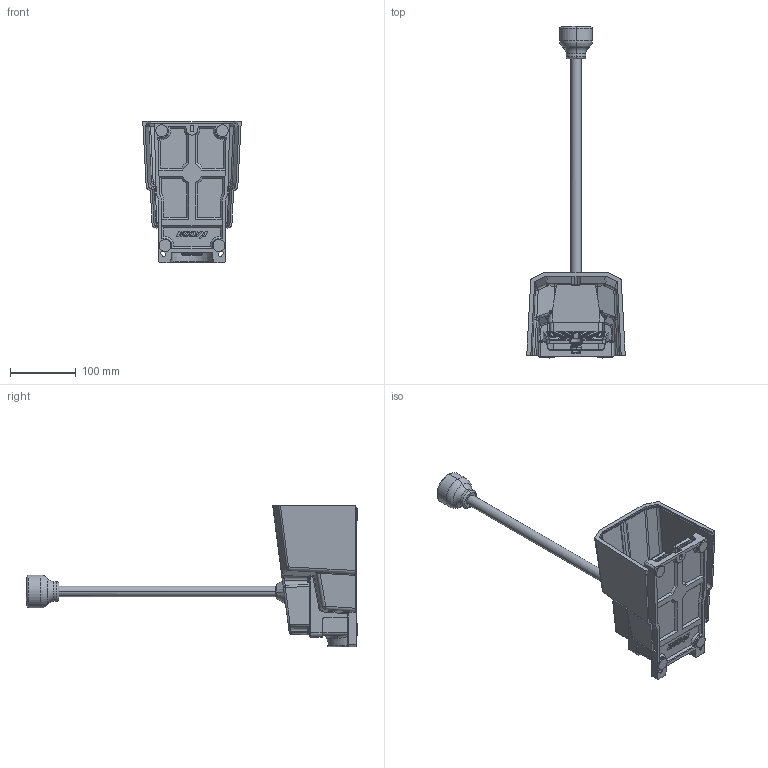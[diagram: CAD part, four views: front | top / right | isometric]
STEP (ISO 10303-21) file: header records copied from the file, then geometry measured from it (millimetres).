
FILE_DESCRIPTION (( 'STEP AP203' ), '1' );
FILE_NAME ('HRF-HD3NX-RC 褐怳羲壽.STEP', '2022-08-18T08:07:39', ( 'Microsoft' ), ( 'Microsoft' ), 'SwSTEP 2.0', 'SolidWorks 2015', '' );
FILE_SCHEMA (( 'CONFIG_CONTROL_DESIGN' ));
Length unit declared in the file: millimetre
Products named in the file (31): 3002019014 HRF-HD3N 橈埽菜え; 3011001126 M4X5肣蹟隊; 105299006 HRF-RC 枑裝; 3003005025 HRF-HD3NX-RE奻裔; 3011001034 M4X45十一字槽平头带弹垫组合螺钉; 3005002035 HRF-HD3N 換雄粣; HRF-HD3NX-RC 褐怳羲壽; 3011001135 囀鞠褒蹟佪 M4x8; 3004002019 HRF-HD3N 砎蝶躇猾菜; 3004003046 HRF-HD3N O型橡胶圈8xΦ1.9; 3005002042 HRF-RC 400枑裝; 3011001251 M4X30十一字槽平头带弹垫平垫组合螺钉; 3002023004 HRF-HD3N 換雄啣; 3005008007 HRF-RE 防水橡胶压紧螺母; 3009001076 HRF-HD3N 粟銅; 3011001123 M4X10 十一字槽盘头带弹垫组合螺钉; 3003004012 HRF-HD3N 菁釱; 3004003057 HRF-RE 提杆防水圈; 3011007001 HRF-HD3N 种隊朴2.5x16; 3002016026 HRF-HD3N 峚雄羲壽盓殤; 3002010016 HRF-HD3N 揤盄標; 3011001253 HRF-RE 内齿垫圈; 3003007001 HRF-HD3N 怳啣; 3001009023 HRF-HD3 橈埽路啣; 3011001119 M3X7十一字槽盘头带弹垫组合螺钉; 3011001199 HRF-RE 坶踡蹟譫; 3004007005 HRF-HD3N 砎蝶褐隊; 3012001006 Z15G10B 峚雄羲壽; 3011010007 M4黄铜圈; 3001018031 HRF-RC 忒梟; 3011002010 楊擘攫倰蹟譫M4
Assembly tree (45 placements, depth 3):
  HRF-HD3NX-RC 褐怳羲壽
    3003004012 HRF-HD3N 菁釱
    3002010016 HRF-HD3N 揤盄標
    3011001119 M3X7十一字槽盘头带弹垫组合螺钉  x2
    3011010007 M4黄铜圈
    3011001126 M4X5肣蹟隊
    3005002035 HRF-HD3N 換雄粣
    3004003046 HRF-HD3N O型橡胶圈8xΦ1.9  x4
    3002023004 HRF-HD3N 換雄啣
    3011001123 M4X10 十一字槽盘头带弹垫组合螺钉  x4
    3002016026 HRF-HD3N 峚雄羲壽盓殤
    3001009023 HRF-HD3 橈埽路啣
    3012001006 Z15G10B 峚雄羲壽
    3002019014 HRF-HD3N 橈埽菜え
    3011001034 M4X45十一字槽平头带弹垫组合螺钉  x2
    3004002019 HRF-HD3N 砎蝶躇猾菜
    3011001251 M4X30十一字槽平头带弹垫平垫组合螺钉  x4
    3009001076 HRF-HD3N 粟銅
    3011007001 HRF-HD3N 种隊朴2.5x16
    3003007001 HRF-HD3N 怳啣
    3004007005 HRF-HD3N 砎蝶褐隊  x4
    3011002010 楊擘攫倰蹟譫M4  x2
    3003005025 HRF-HD3NX-RE奻裔
    3011001135 囀鞠褒蹟佪 M4x8
    105299006 HRF-RC 枑裝
      3005002042 HRF-RC 400枑裝
      3005008007 HRF-RE 防水橡胶压紧螺母
      3004003057 HRF-RE 提杆防水圈
      3011001253 HRF-RE 内齿垫圈
      3011001199 HRF-RE 坶踡蹟譫
      3001018031 HRF-RC 忒梟
Bounding box: 150 x 505.45 x 215 mm (x, y, z)
Volume: 684401.7 mm3; surface area: 378312.3 mm2
Topology: 65 solids, 75 shells, 4043 faces, 9943 edges, 6004 vertices
Faces by surface type: plane 1349, cylinder 1249, bspline 677, torus 495, cone 153, sphere 120
Entity records: 147839 total; most frequent: CARTESIAN_POINT 63717, ORIENTED_EDGE 17436, DIRECTION 16207, EDGE_CURVE 8738, AXIS2_PLACEMENT_3D 6269, VERTEX_POINT 5405, EDGE_LOOP 3819, VECTOR 3669
